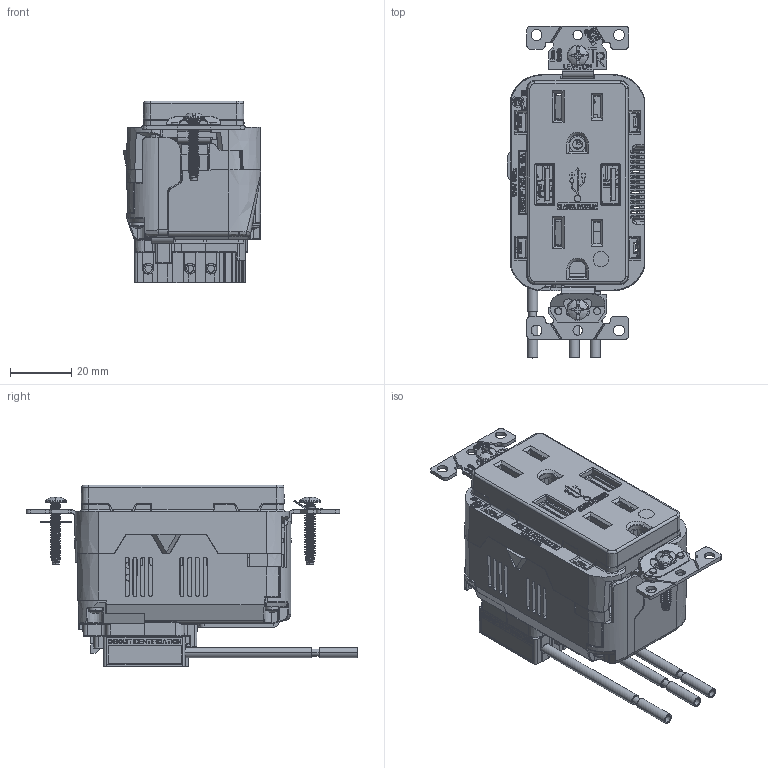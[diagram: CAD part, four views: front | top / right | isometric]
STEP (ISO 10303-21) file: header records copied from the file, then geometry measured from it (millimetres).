
FILE_DESCRIPTION (( 'STEP AP214' ), '1' );
FILE_NAME ('CATSTD-M56AA-HG0-M02.STEP', '2019-07-31T13:05:05', ( '' ), ( '' ), 'SwSTEP 2.0', 'SolidWorks 2017', '' );
FILE_SCHEMA (( 'AUTOMOTIVE_DESIGN' ));
Length unit declared in the file: inch
Products named in the file (1): CATSTD-M56AA-HG0-M02
Bounding box: 45.07 x 108.71 x 59.61 mm (x, y, z)
Surface area: 37235.7 mm2 (no closed solid volume)
Topology: 0 solids, 122 shells, 2966 faces, 17536 edges, 14163 vertices
Faces by surface type: plane 2112, cylinder 429, bspline 239, cone 115, torus 61, sphere 10
Entity records: 238291 total; most frequent: CARTESIAN_POINT 74456, ORIENTED_EDGE 23320, DIRECTION 22140, EDGE_CURVE 17533, LINE 14218, VECTOR 14218, VERTEX_POINT 14163, AXIS2_PLACEMENT_3D 3961
